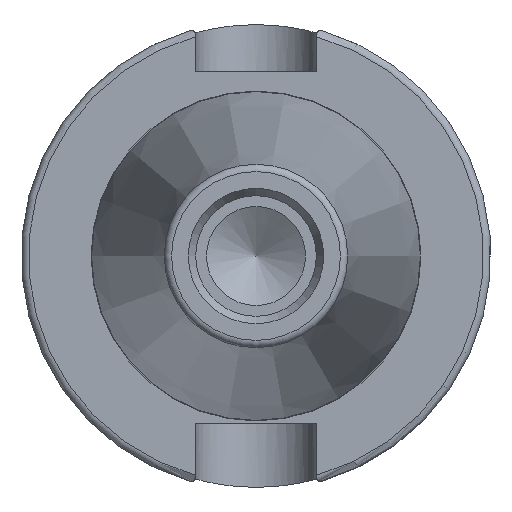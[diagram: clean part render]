
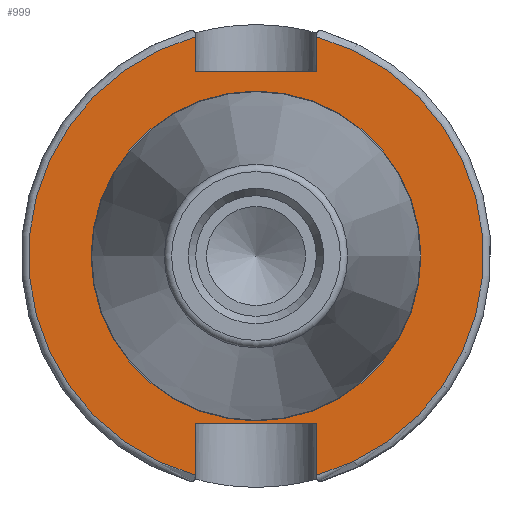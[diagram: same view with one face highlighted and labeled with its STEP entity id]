
A CAD part, left-side view. The second image highlights one B-rep face of the part: STEP entity #999.
In plain terms, the highlighted planar face has unit normal (-1, 0, 0).
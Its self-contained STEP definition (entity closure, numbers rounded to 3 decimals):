
#18=FACE_BOUND('',#194,.T.);
#51=CIRCLE('',#1078,30.75);
#60=CIRCLE('',#1097,30.75);
#62=CIRCLE('',#1100,22.3);
#134=FACE_OUTER_BOUND('',#193,.T.);
#193=EDGE_LOOP('',(#761,#762,#763,#764,#765,#766,#767,#768));
#194=EDGE_LOOP('',(#769));
#276=LINE('',#1479,#337);
#291=LINE('',#1630,#352);
#304=LINE('',#1773,#365);
#305=LINE('',#1775,#366);
#306=LINE('',#1776,#367);
#307=LINE('',#1777,#368);
#337=VECTOR('',#1183,10.);
#352=VECTOR('',#1236,10.);
#365=VECTOR('',#1287,10.);
#366=VECTOR('',#1288,10.);
#367=VECTOR('',#1289,10.);
#368=VECTOR('',#1290,10.);
#398=VERTEX_POINT('',#1476);
#399=VERTEX_POINT('',#1478);
#423=VERTEX_POINT('',#1602);
#429=VERTEX_POINT('',#1627);
#430=VERTEX_POINT('',#1629);
#454=VERTEX_POINT('',#1752);
#457=VERTEX_POINT('',#1772);
#458=VERTEX_POINT('',#1774);
#459=VERTEX_POINT('',#1778);
#499=EDGE_CURVE('',#399,#398,#276,.T.);
#532=EDGE_CURVE('',#399,#423,#51,.T.);
#539=EDGE_CURVE('',#430,#429,#291,.T.);
#572=EDGE_CURVE('',#430,#454,#60,.T.);
#576=EDGE_CURVE('',#457,#454,#304,.T.);
#577=EDGE_CURVE('',#429,#458,#305,.T.);
#578=EDGE_CURVE('',#458,#423,#306,.T.);
#579=EDGE_CURVE('',#398,#457,#307,.T.);
#580=EDGE_CURVE('',#459,#459,#62,.T.);
#761=ORIENTED_EDGE('',*,*,#576,.T.);
#762=ORIENTED_EDGE('',*,*,#572,.F.);
#763=ORIENTED_EDGE('',*,*,#539,.T.);
#764=ORIENTED_EDGE('',*,*,#577,.T.);
#765=ORIENTED_EDGE('',*,*,#578,.T.);
#766=ORIENTED_EDGE('',*,*,#532,.F.);
#767=ORIENTED_EDGE('',*,*,#499,.T.);
#768=ORIENTED_EDGE('',*,*,#579,.T.);
#769=ORIENTED_EDGE('',*,*,#580,.F.);
#965=PLANE('',#1099);
#999=ADVANCED_FACE('',(#134,#18),#965,.T.);
#1078=AXIS2_PLACEMENT_3D('',#1603,#1227,#1228);
#1097=AXIS2_PLACEMENT_3D('',#1753,#1281,#1282);
#1099=AXIS2_PLACEMENT_3D('',#1771,#1285,#1286);
#1100=AXIS2_PLACEMENT_3D('',#1779,#1291,#1292);
#1183=DIRECTION('',(0.,0.,1.));
#1227=DIRECTION('center_axis',(1.,0.,0.));
#1228=DIRECTION('ref_axis',(0.,1.,0.));
#1236=DIRECTION('',(0.,0.,-1.));
#1281=DIRECTION('center_axis',(1.,0.,0.));
#1282=DIRECTION('ref_axis',(0.,-1.,0.));
#1285=DIRECTION('center_axis',(-1.,0.,0.));
#1286=DIRECTION('ref_axis',(0.,0.,1.));
#1287=DIRECTION('',(0.,0.,-1.));
#1288=DIRECTION('',(0.,1.,0.));
#1289=DIRECTION('',(0.,0.,1.));
#1290=DIRECTION('',(0.,-1.,0.));
#1291=DIRECTION('center_axis',(-1.,0.,0.));
#1292=DIRECTION('ref_axis',(0.,-1.,0.));
#1476=CARTESIAN_POINT('',(3.175,8.193,-22.6));
#1478=CARTESIAN_POINT('',(3.175,8.193,-29.638));
#1479=CARTESIAN_POINT('',(3.175,8.193,-11.3));
#1602=CARTESIAN_POINT('',(3.175,8.19,29.639));
#1603=CARTESIAN_POINT('Origin',(3.175,0.,0.));
#1627=CARTESIAN_POINT('',(3.175,-8.193,25.));
#1629=CARTESIAN_POINT('',(3.175,-8.193,29.638));
#1630=CARTESIAN_POINT('',(3.175,-8.193,12.5));
#1752=CARTESIAN_POINT('',(3.175,-8.19,-29.639));
#1753=CARTESIAN_POINT('Origin',(3.175,0.,0.));
#1771=CARTESIAN_POINT('Origin',(3.175,31.75,0.));
#1772=CARTESIAN_POINT('',(3.175,-8.19,-22.6));
#1773=CARTESIAN_POINT('',(3.175,-8.19,-11.3));
#1774=CARTESIAN_POINT('',(3.175,8.19,25.));
#1775=CARTESIAN_POINT('',(3.175,15.874,25.));
#1776=CARTESIAN_POINT('',(3.175,8.19,12.5));
#1777=CARTESIAN_POINT('',(3.175,15.876,-22.6));
#1778=CARTESIAN_POINT('',(3.175,0.,22.3));
#1779=CARTESIAN_POINT('Origin',(3.175,0.,0.));
